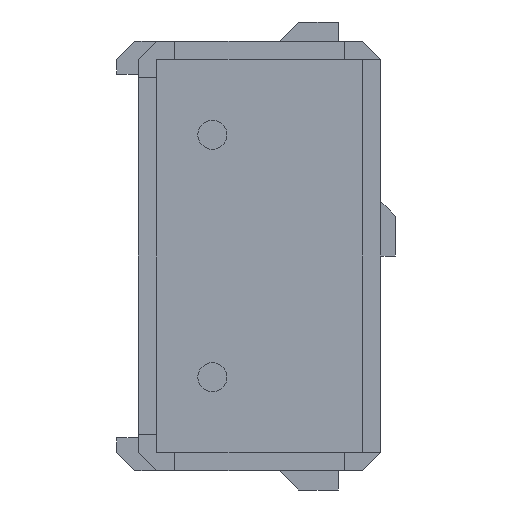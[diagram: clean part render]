
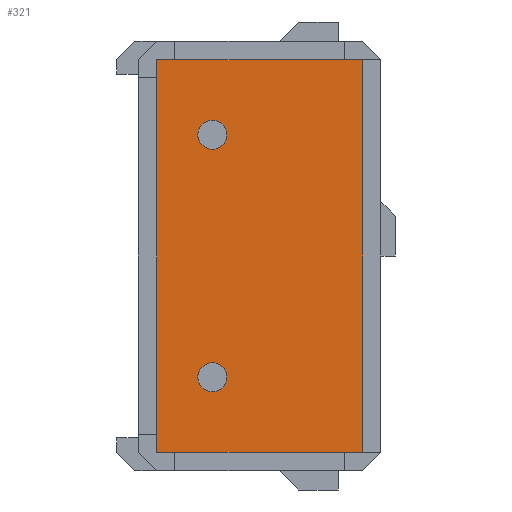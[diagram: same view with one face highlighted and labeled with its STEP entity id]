
A CAD part, front view. The second image highlights one B-rep face of the part: STEP entity #321.
In plain terms, the highlighted planar face has unit normal (0, -1, 0).
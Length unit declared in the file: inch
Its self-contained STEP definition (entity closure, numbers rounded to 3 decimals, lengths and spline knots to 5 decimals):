
#321 = ADVANCED_FACE( '', ( #621 ), #622, .F. );
#621 = FACE_OUTER_BOUND( '', #952, .T. );
#622 = PLANE( '', #953 );
#952 = EDGE_LOOP( '', ( #1668, #1669, #1670, #1671 ) );
#953 = AXIS2_PLACEMENT_3D( '', #1672, #1673, #1674 );
#1668 = ORIENTED_EDGE( '', *, *, #2055, .F. );
#1669 = ORIENTED_EDGE( '', *, *, #1843, .F. );
#1670 = ORIENTED_EDGE( '', *, *, #2087, .F. );
#1671 = ORIENTED_EDGE( '', *, *, #2094, .F. );
#1672 = CARTESIAN_POINT( '', ( 0., -0.303, 0. ) );
#1673 = DIRECTION( '', ( 0., 1., 0. ) );
#1674 = DIRECTION( '', ( 0., 0., 1. ) );
#1843 = EDGE_CURVE( '', #2178, #2180, #2181, .T. );
#2055 = EDGE_CURVE( '', #2180, #2507, #2508, .T. );
#2087 = EDGE_CURVE( '', #2544, #2178, #2546, .T. );
#2094 = EDGE_CURVE( '', #2507, #2544, #2554, .T. );
#2178 = VERTEX_POINT( '', #2661 );
#2180 = VERTEX_POINT( '', #2664 );
#2181 = LINE( '', #2665, #2666 );
#2507 = VERTEX_POINT( '', #3151 );
#2508 = LINE( '', #3152, #3153 );
#2544 = VERTEX_POINT( '', #3206 );
#2546 = LINE( '', #3209, #3210 );
#2554 = LINE( '', #3222, #3223 );
#2661 = CARTESIAN_POINT( '', ( 0.085, -0.303, 0.162 ) );
#2664 = CARTESIAN_POINT( '', ( 0.085, -0.303, -0.162 ) );
#2665 = CARTESIAN_POINT( '', ( 0.085, -0.303, 0.162 ) );
#2666 = VECTOR( '', #3294, 39.37008 );
#3151 = CARTESIAN_POINT( '', ( -0.085, -0.303, -0.162 ) );
#3152 = CARTESIAN_POINT( '', ( 0.085, -0.303, -0.162 ) );
#3153 = VECTOR( '', #3469, 39.37008 );
#3206 = CARTESIAN_POINT( '', ( -0.085, -0.303, 0.162 ) );
#3209 = CARTESIAN_POINT( '', ( -0.085, -0.303, 0.162 ) );
#3210 = VECTOR( '', #3488, 39.37008 );
#3222 = CARTESIAN_POINT( '', ( -0.085, -0.303, -0.162 ) );
#3223 = VECTOR( '', #3493, 39.37008 );
#3294 = DIRECTION( '', ( 0., 0., -1. ) );
#3469 = DIRECTION( '', ( -1., 0., 0. ) );
#3488 = DIRECTION( '', ( 1., 0., 0. ) );
#3493 = DIRECTION( '', ( 0., 0., 1. ) );
